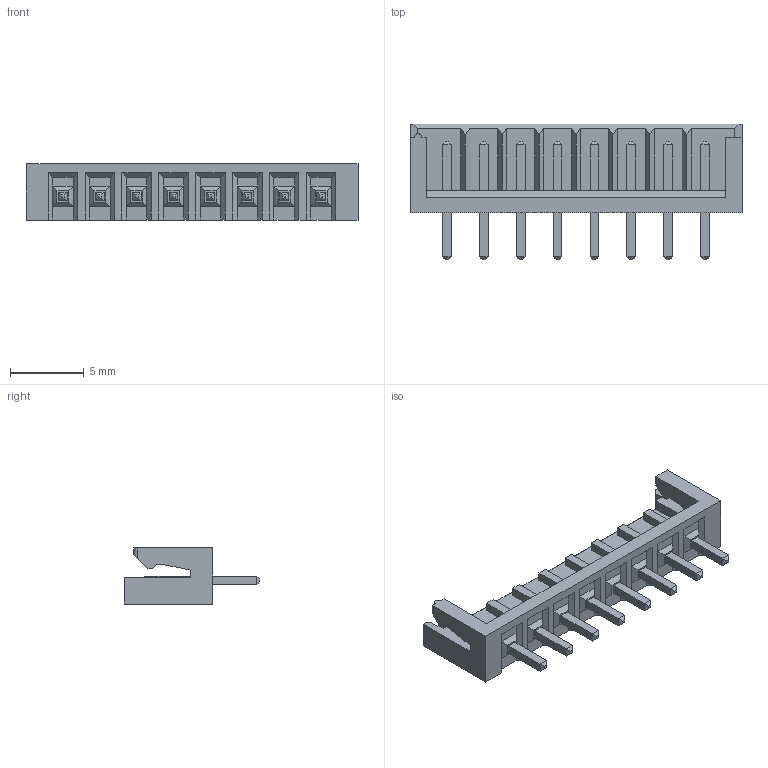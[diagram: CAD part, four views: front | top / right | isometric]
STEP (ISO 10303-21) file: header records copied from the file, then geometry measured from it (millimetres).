
FILE_DESCRIPTION (( 'STEP AP214' ), '1' );
FILE_NAME ('JST-B8B-EH-A.STEP', '2020-12-30T02:24:54', ( '' ), ( '' ), 'SwSTEP 2.0', 'SolidWorks 2020', '' );
FILE_SCHEMA (( 'AUTOMOTIVE_DESIGN' ));
Length unit declared in the file: millimetre
Products named in the file (1): JST-B8B-EH-A
Bounding box: 22.5 x 9.2 x 3.8 mm (x, y, z)
Volume: 194.7 mm3; surface area: 651.7 mm2
Topology: 1 solids, 1 shells, 284 faces, 700 edges, 434 vertices
Faces by surface type: plane 283, cylinder 1
Entity records: 11239 total; most frequent: CARTESIAN_POINT 1422, ORIENTED_EDGE 1400, DIRECTION 1270, EDGE_CURVE 700, VECTOR 698, LINE 698, VERTEX_POINT 434, EDGE_LOOP 300
